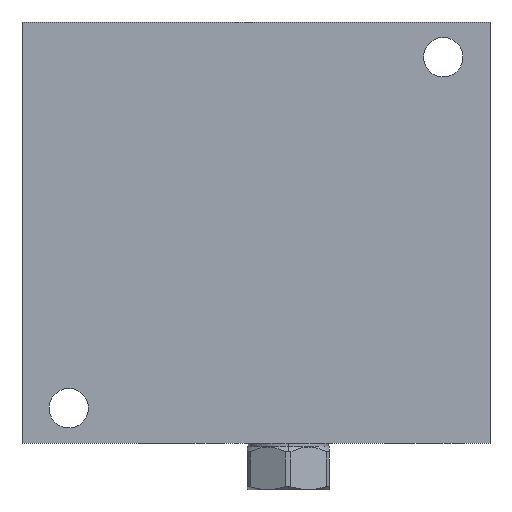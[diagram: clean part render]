
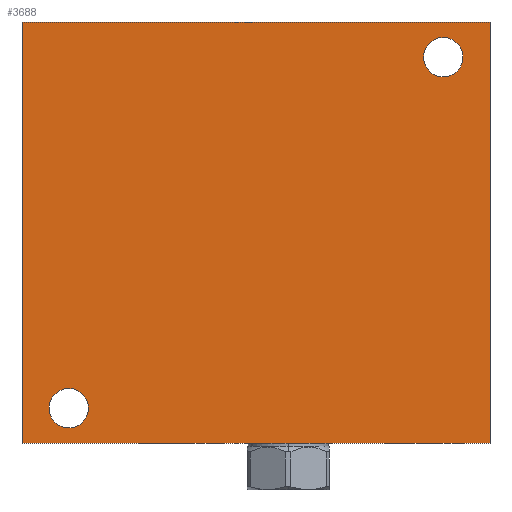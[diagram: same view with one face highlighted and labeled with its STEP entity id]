
A CAD part, left-side view. The second image highlights one B-rep face of the part: STEP entity #3688.
In plain terms, the highlighted planar face has unit normal (-1, 0, 0).
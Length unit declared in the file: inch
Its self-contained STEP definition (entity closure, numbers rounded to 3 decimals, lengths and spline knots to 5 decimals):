
#1=DIRECTION('',(0.,-1.,0.));
#2=VECTOR('',#1,5.);
#3=CARTESIAN_POINT('',(0.,0.,0.));
#4=LINE('',#3,#2);
#47=DIRECTION('',(0.,0.,1.));
#48=VECTOR('',#47,4.5);
#49=CARTESIAN_POINT('',(0.,0.,0.));
#50=LINE('',#49,#48);
#51=CARTESIAN_POINT('',(0.,-4.5,4.125));
#52=DIRECTION('',(-1.,0.,0.));
#53=DIRECTION('',(0.,1.,0.));
#54=AXIS2_PLACEMENT_3D('',#51,#52,#53);
#56=CARTESIAN_POINT('',(0.,-4.5,4.125));
#57=DIRECTION('',(-1.,0.,0.));
#58=DIRECTION('',(0.,-1.,0.));
#59=AXIS2_PLACEMENT_3D('',#56,#57,#58);
#61=CARTESIAN_POINT('',(0.,-0.5,0.375));
#62=DIRECTION('',(-1.,0.,0.));
#63=DIRECTION('',(0.,1.,0.));
#64=AXIS2_PLACEMENT_3D('',#61,#62,#63);
#66=CARTESIAN_POINT('',(0.,-0.5,0.375));
#67=DIRECTION('',(-1.,0.,0.));
#68=DIRECTION('',(0.,-1.,0.));
#69=AXIS2_PLACEMENT_3D('',#66,#67,#68);
#139=DIRECTION('',(0.,0.,1.));
#140=VECTOR('',#139,4.5);
#141=CARTESIAN_POINT('',(0.,-5.,0.));
#142=LINE('',#141,#140);
#163=DIRECTION('',(0.,-1.,0.));
#164=VECTOR('',#163,5.);
#165=CARTESIAN_POINT('',(0.,0.,4.5));
#166=LINE('',#165,#164);
#3169=CARTESIAN_POINT('',(0.,0.,0.));
#3170=CARTESIAN_POINT('',(0.,-5.,0.));
#3171=VERTEX_POINT('',#3169);
#3172=VERTEX_POINT('',#3170);
#3177=CARTESIAN_POINT('',(0.,0.,4.5));
#3178=CARTESIAN_POINT('',(0.,-5.,4.5));
#3179=VERTEX_POINT('',#3177);
#3180=VERTEX_POINT('',#3178);
#3313=CARTESIAN_POINT('',(0.,-4.289,4.125));
#3314=CARTESIAN_POINT('',(0.,-4.711,4.125));
#3315=VERTEX_POINT('',#3313);
#3316=VERTEX_POINT('',#3314);
#3321=CARTESIAN_POINT('',(0.,-0.289,0.375));
#3322=CARTESIAN_POINT('',(0.,-0.711,0.375));
#3323=VERTEX_POINT('',#3321);
#3324=VERTEX_POINT('',#3322);
#3662=CARTESIAN_POINT('',(0.,0.,0.));
#3663=DIRECTION('',(-1.,0.,0.));
#3664=DIRECTION('',(0.,-1.,0.));
#3665=AXIS2_PLACEMENT_3D('',#3662,#3663,#3664);
#3666=PLANE('',#3665);
#3667=ORIENTED_EDGE('',*,*,#3633,.F.);
#3669=ORIENTED_EDGE('',*,*,#3668,.T.);
#3671=ORIENTED_EDGE('',*,*,#3670,.T.);
#3673=ORIENTED_EDGE('',*,*,#3672,.F.);
#3674=EDGE_LOOP('',(#3667,#3669,#3671,#3673));
#3675=FACE_OUTER_BOUND('',#3674,.F.);
#3677=ORIENTED_EDGE('',*,*,#3676,.T.);
#3679=ORIENTED_EDGE('',*,*,#3678,.T.);
#3680=EDGE_LOOP('',(#3677,#3679));
#3681=FACE_BOUND('',#3680,.F.);
#3683=ORIENTED_EDGE('',*,*,#3682,.T.);
#3685=ORIENTED_EDGE('',*,*,#3684,.T.);
#3686=EDGE_LOOP('',(#3683,#3685));
#3687=FACE_BOUND('',#3686,.F.);
#3688=ADVANCED_FACE('',(#3675,#3681,#3687),#3666,.T.);
#55=CIRCLE('',#54,0.211);
#60=CIRCLE('',#59,0.211);
#65=CIRCLE('',#64,0.211);
#70=CIRCLE('',#69,0.211);
#3633=EDGE_CURVE('',#3171,#3172,#4,.T.);
#3668=EDGE_CURVE('',#3171,#3179,#50,.T.);
#3670=EDGE_CURVE('',#3179,#3180,#166,.T.);
#3672=EDGE_CURVE('',#3172,#3180,#142,.T.);
#3676=EDGE_CURVE('',#3315,#3316,#55,.T.);
#3678=EDGE_CURVE('',#3316,#3315,#60,.T.);
#3682=EDGE_CURVE('',#3323,#3324,#65,.T.);
#3684=EDGE_CURVE('',#3324,#3323,#70,.T.);
